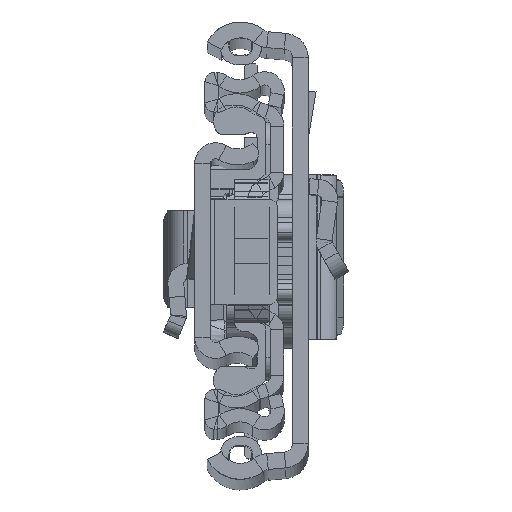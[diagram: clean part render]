
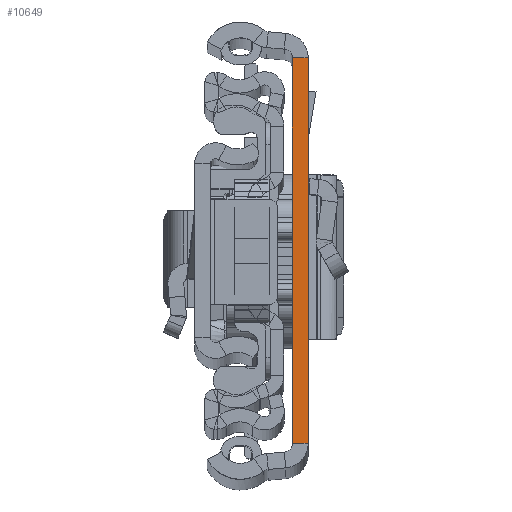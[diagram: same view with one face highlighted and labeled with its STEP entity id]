
A CAD part, top view. The second image highlights one B-rep face of the part: STEP entity #10649.
In plain terms, the highlighted planar face has unit normal (0, 0, 1).
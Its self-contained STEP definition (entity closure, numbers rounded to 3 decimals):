
#1476 = ORIENTED_EDGE ( 'NONE', *, *, #7435, .F. ) ;
#1609 = CARTESIAN_POINT ( 'NONE',  ( 0., 21.867, 0. ) ) ;
#1927 = DIRECTION ( 'NONE',  ( 0., 1., 0. ) ) ;
#2327 = CARTESIAN_POINT ( 'NONE',  ( 1.8, -21.867, 0. ) ) ;
#2579 = ORIENTED_EDGE ( 'NONE', *, *, #19546, .F. ) ;
#4401 = VECTOR ( 'NONE', #20670, 1000. ) ;
#4499 = DIRECTION ( 'NONE',  ( 1., 0., 0. ) ) ;
#4796 = CARTESIAN_POINT ( 'NONE',  ( 1.8, -21.867, 0. ) ) ;
#5003 = FACE_OUTER_BOUND ( 'NONE', #29509, .T. ) ;
#6049 = EDGE_CURVE ( 'NONE', #19612, #19687, #9688, .T. ) ;
#6255 = VECTOR ( 'NONE', #4499, 1000. ) ;
#7435 = EDGE_CURVE ( 'NONE', #20440, #13142, #13959, .T. ) ;
#9688 = LINE ( 'NONE', #4796, #13024 ) ;
#10649 = ADVANCED_FACE ( 'NONE', ( #5003 ), #16478, .F. ) ;
#11469 = ORIENTED_EDGE ( 'NONE', *, *, #6049, .T. ) ;
#12553 = EDGE_CURVE ( 'NONE', #19687, #13142, #16011, .T. ) ;
#13024 = VECTOR ( 'NONE', #14099, 1000. ) ;
#13142 = VERTEX_POINT ( 'NONE', #15034 ) ;
#13419 = CARTESIAN_POINT ( 'NONE',  ( 1.8, 0., 0. ) ) ;
#13953 = CARTESIAN_POINT ( 'NONE',  ( 0., -21.867, 0. ) ) ;
#13959 = LINE ( 'NONE', #27524, #6255 ) ;
#14099 = DIRECTION ( 'NONE',  ( 1., 0., 0. ) ) ;
#14629 = DIRECTION ( 'NONE',  ( 0., 0., -1. ) ) ;
#15034 = CARTESIAN_POINT ( 'NONE',  ( 1.8, 21.867, 0. ) ) ;
#15819 = LINE ( 'NONE', #29520, #4401 ) ;
#16011 = LINE ( 'NONE', #13419, #28303 ) ;
#16478 = PLANE ( 'NONE',  #18525 ) ;
#18525 = AXIS2_PLACEMENT_3D ( 'NONE', #25600, #14629, #26056 ) ;
#19546 = EDGE_CURVE ( 'NONE', #19612, #20440, #15819, .T. ) ;
#19612 = VERTEX_POINT ( 'NONE', #13953 ) ;
#19687 = VERTEX_POINT ( 'NONE', #2327 ) ;
#20440 = VERTEX_POINT ( 'NONE', #1609 ) ;
#20670 = DIRECTION ( 'NONE',  ( 0., 1., 0. ) ) ;
#25600 = CARTESIAN_POINT ( 'NONE',  ( 1.8, 0., 0. ) ) ;
#25614 = ORIENTED_EDGE ( 'NONE', *, *, #12553, .T. ) ;
#26056 = DIRECTION ( 'NONE',  ( 0., 1., 0. ) ) ;
#27524 = CARTESIAN_POINT ( 'NONE',  ( 1.8, 21.867, 0. ) ) ;
#28303 = VECTOR ( 'NONE', #1927, 1000. ) ;
#29509 = EDGE_LOOP ( 'NONE', ( #1476, #2579, #11469, #25614 ) ) ;
#29520 = CARTESIAN_POINT ( 'NONE',  ( 0., 0., 0. ) ) ;
